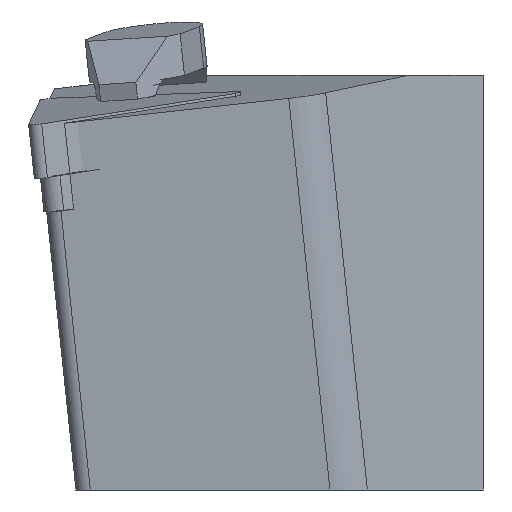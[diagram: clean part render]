
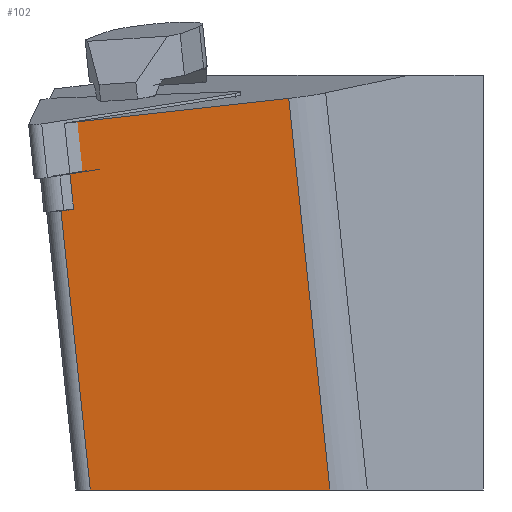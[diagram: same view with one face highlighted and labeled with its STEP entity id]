
A CAD part, left-side view. The second image highlights one B-rep face of the part: STEP entity #102.
In plain terms, the highlighted planar face has unit normal (-0.993, -0.063, -0.098).
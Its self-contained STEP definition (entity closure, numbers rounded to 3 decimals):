
#102=ADVANCED_FACE('',(#189),#151,.F.);
#151=PLANE('',#981);
#189=FACE_OUTER_BOUND('',#240,.T.);
#240=EDGE_LOOP('',(#358,#359,#360,#361,#362,#363,#364));
#358=ORIENTED_EDGE('',*,*,#676,.F.);
#359=ORIENTED_EDGE('',*,*,#650,.F.);
#360=ORIENTED_EDGE('',*,*,#656,.F.);
#361=ORIENTED_EDGE('',*,*,#677,.T.);
#362=ORIENTED_EDGE('',*,*,#635,.F.);
#363=ORIENTED_EDGE('',*,*,#625,.T.);
#364=ORIENTED_EDGE('',*,*,#678,.T.);
#539=VERTEX_POINT('',#1299);
#540=VERTEX_POINT('',#1301);
#549=VERTEX_POINT('',#1322);
#559=VERTEX_POINT('',#1347);
#560=VERTEX_POINT('',#1349);
#566=VERTEX_POINT('',#1363);
#576=VERTEX_POINT('',#1403);
#625=EDGE_CURVE('',#540,#539,#756,.T.);
#635=EDGE_CURVE('',#540,#549,#763,.T.);
#650=EDGE_CURVE('',#560,#559,#775,.T.);
#656=EDGE_CURVE('',#566,#560,#780,.T.);
#676=EDGE_CURVE('',#559,#576,#800,.T.);
#677=EDGE_CURVE('',#566,#549,#801,.T.);
#678=EDGE_CURVE('',#539,#576,#802,.T.);
#756=LINE('',#1300,#858);
#763=LINE('',#1321,#865);
#775=LINE('',#1350,#877);
#780=LINE('',#1364,#882);
#800=LINE('',#1402,#902);
#801=LINE('',#1404,#903);
#802=LINE('',#1405,#904);
#858=VECTOR('',#1040,1.);
#865=VECTOR('',#1057,1.);
#877=VECTOR('',#1079,1.);
#882=VECTOR('',#1090,1.);
#902=VECTOR('',#1128,1.);
#903=VECTOR('',#1129,1.);
#904=VECTOR('',#1130,1.);
#981=AXIS2_PLACEMENT_3D('',#1406,#1131,#1132);
#1040=DIRECTION('',(0.105,-0.104,-0.989));
#1057=DIRECTION('',(0.052,-0.993,0.11));
#1079=DIRECTION('',(-0.105,0.104,0.989));
#1090=DIRECTION('',(-0.063,0.998,0.));
#1128=DIRECTION('',(0.052,-0.993,0.11));
#1129=DIRECTION('',(-0.105,0.104,0.989));
#1130=DIRECTION('',(0.105,-0.104,-0.989));
#1131=DIRECTION('',(0.993,0.063,0.098));
#1132=DIRECTION('',(0.099,0.,-0.995));
#1299=CARTESIAN_POINT('',(2.067,36.374,-4.15));
#1300=CARTESIAN_POINT('',(-5.817,44.215,70.452));
#1301=CARTESIAN_POINT('',(1.601,36.837,0.262));
#1321=CARTESIAN_POINT('',(1.542,37.951,0.138));
#1322=CARTESIAN_POINT('',(2.635,17.117,2.444));
#1347=CARTESIAN_POINT('',(2.341,37.157,-7.418));
#1349=CARTESIAN_POINT('',(4.939,34.573,-32.));
#1350=CARTESIAN_POINT('',(6.738,32.785,-49.019));
#1363=CARTESIAN_POINT('',(6.275,13.497,-32.));
#1364=CARTESIAN_POINT('',(5.059,32.678,-32.));
#1402=CARTESIAN_POINT('',(2.341,37.157,-7.418));
#1403=CARTESIAN_POINT('',(2.399,36.043,-7.295));
#1404=CARTESIAN_POINT('',(7.83,11.951,-46.713));
#1405=CARTESIAN_POINT('',(-5.817,44.215,70.452));
#1406=CARTESIAN_POINT('',(6.738,32.785,-49.019));
